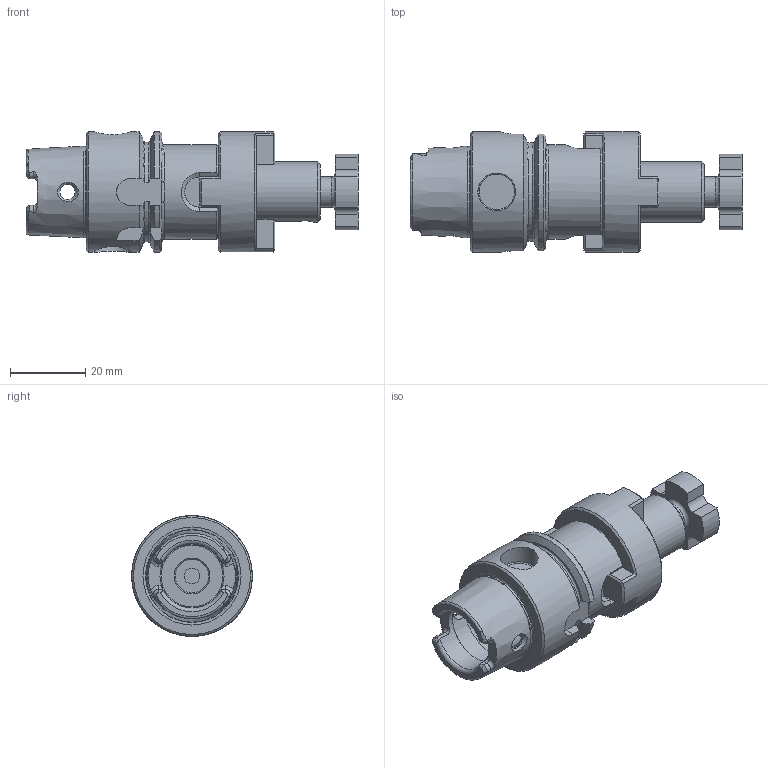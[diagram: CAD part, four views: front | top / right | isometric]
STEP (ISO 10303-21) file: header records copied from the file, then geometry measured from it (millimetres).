
FILE_DESCRIPTION( ( 'Unknown' ), '1' );
FILE_NAME( '253241620-B.stp', 'Unknown', ( 'Unknown' ), ( 'Unknown' ), 'PSStep 15.0.49', 'Unknown', ' ' );
FILE_SCHEMA( ( 'AUTOMOTIVE_DESIGN { 1 0 10303 214 1 1 1 1 }' ) );
Length unit declared in the file: millimetre
Products named in the file (3): 1; 2; 3
Bounding box: 88 x 32 x 32 mm (x, y, z)
Volume: 34334.4 mm3; surface area: 14841.1 mm2
Topology: 3 solids, 3 shells, 264 faces, 677 edges, 420 vertices
Faces by surface type: plane 133, cylinder 52, cone 49, torus 24, bspline 6
Full cylindrical faces by diameter (mm): 4 x2, 4.2 x1, 6.647 x2, 8 x1, 8.4 x1, 8.917 x1, 10 x2, 11 x1, 15.6 x1, 16 x2, 17 x2, 20.5 x1, 24.129 x1, 25 x1, 32 x2
Entity records: 10961 total; most frequent: CARTESIAN_POINT 2955, ORIENTED_EDGE 1208, DIRECTION 1166, EDGE_CURVE 604, AXIS2_PLACEMENT_3D 452, VERTEX_POINT 398, EDGE_LOOP 321, FACE_OUTER_BOUND 294
